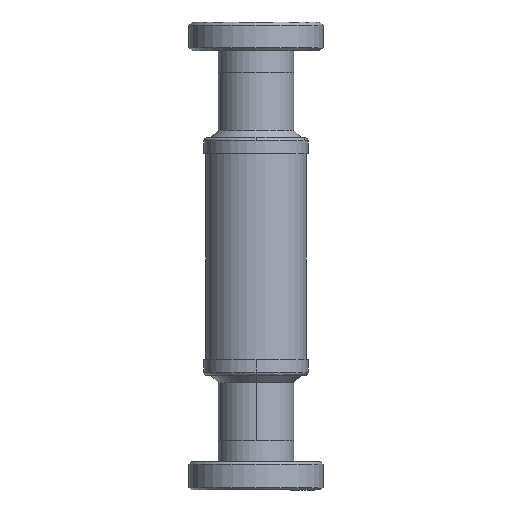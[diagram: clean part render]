
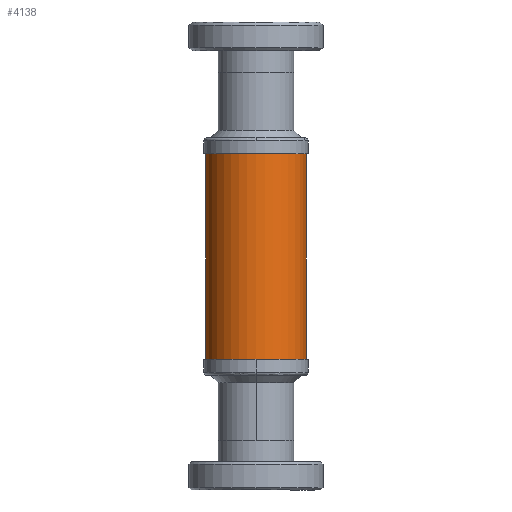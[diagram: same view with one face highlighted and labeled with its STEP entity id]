
A CAD part, front view. The second image highlights one B-rep face of the part: STEP entity #4138.
In plain terms, the highlighted cylindrical face has radius 12.7 mm (diameter 25.4 mm), a partial arc.
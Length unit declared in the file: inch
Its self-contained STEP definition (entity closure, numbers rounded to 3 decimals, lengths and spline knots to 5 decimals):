
#34 = AXIS2_PLACEMENT_3D ( 'NONE', #3924, #1754, #4289 ) ;
#142 = DIRECTION ( 'NONE',  ( 0., 0., 1. ) ) ;
#196 = LINE ( 'NONE', #4076, #2005 ) ;
#400 = CARTESIAN_POINT ( 'NONE',  ( 0.5, 0., 2.17133 ) ) ;
#774 = VECTOR ( 'NONE', #1095, 39.37008 ) ;
#873 = CARTESIAN_POINT ( 'NONE',  ( -0.5, 0., 0.059 ) ) ;
#1095 = DIRECTION ( 'NONE',  ( 0., 0., -1. ) ) ;
#1754 = DIRECTION ( 'NONE',  ( 0., 0., -1. ) ) ;
#2005 = VECTOR ( 'NONE', #2988, 39.37008 ) ;
#2189 = CIRCLE ( 'NONE', #34, 0.5 ) ;
#2303 = CARTESIAN_POINT ( 'NONE',  ( 0., 0., 0.059 ) ) ;
#2311 = ORIENTED_EDGE ( 'NONE', *, *, #3060, .F. ) ;
#2366 = ORIENTED_EDGE ( 'NONE', *, *, #2934, .T. ) ;
#2406 = FACE_OUTER_BOUND ( 'NONE', #4461, .T. ) ;
#2432 = AXIS2_PLACEMENT_3D ( 'NONE', #2303, #142, #2681 ) ;
#2490 = AXIS2_PLACEMENT_3D ( 'NONE', #4413, #3691, #3709 ) ;
#2536 = CIRCLE ( 'NONE', #2432, 0.5 ) ;
#2560 = CARTESIAN_POINT ( 'NONE',  ( 0.5, 0., 2.3 ) ) ;
#2602 = EDGE_CURVE ( 'NONE', #4343, #3891, #2536, .T. ) ;
#2681 = DIRECTION ( 'NONE',  ( -1., 0., 0. ) ) ;
#2787 = ORIENTED_EDGE ( 'NONE', *, *, #3659, .T. ) ;
#2928 = CYLINDRICAL_SURFACE ( 'NONE', #2490, 0.5 ) ;
#2934 = EDGE_CURVE ( 'NONE', #3567, #3013, #2189, .T. ) ;
#2988 = DIRECTION ( 'NONE',  ( 0., 0., -1. ) ) ;
#3013 = VERTEX_POINT ( 'NONE', #3961 ) ;
#3060 = EDGE_CURVE ( 'NONE', #3567, #3891, #3782, .T. ) ;
#3567 = VERTEX_POINT ( 'NONE', #400 ) ;
#3659 = EDGE_CURVE ( 'NONE', #3013, #4343, #196, .T. ) ;
#3691 = DIRECTION ( 'NONE',  ( 0., 0., -1. ) ) ;
#3709 = DIRECTION ( 'NONE',  ( -1., 0., 0. ) ) ;
#3782 = LINE ( 'NONE', #2560, #774 ) ;
#3891 = VERTEX_POINT ( 'NONE', #4266 ) ;
#3924 = CARTESIAN_POINT ( 'NONE',  ( 0., 0., 2.17133 ) ) ;
#3961 = CARTESIAN_POINT ( 'NONE',  ( -0.5, 0., 2.17133 ) ) ;
#4076 = CARTESIAN_POINT ( 'NONE',  ( -0.5, 0., 2.3 ) ) ;
#4127 = ORIENTED_EDGE ( 'NONE', *, *, #2602, .T. ) ;
#4138 = ADVANCED_FACE ( 'NONE', ( #2406 ), #2928, .T. ) ;
#4266 = CARTESIAN_POINT ( 'NONE',  ( 0.5, 0., 0.059 ) ) ;
#4289 = DIRECTION ( 'NONE',  ( -1., 0., 0. ) ) ;
#4343 = VERTEX_POINT ( 'NONE', #873 ) ;
#4413 = CARTESIAN_POINT ( 'NONE',  ( 0., 0., 2.3 ) ) ;
#4461 = EDGE_LOOP ( 'NONE', ( #2311, #2366, #2787, #4127 ) ) ;
